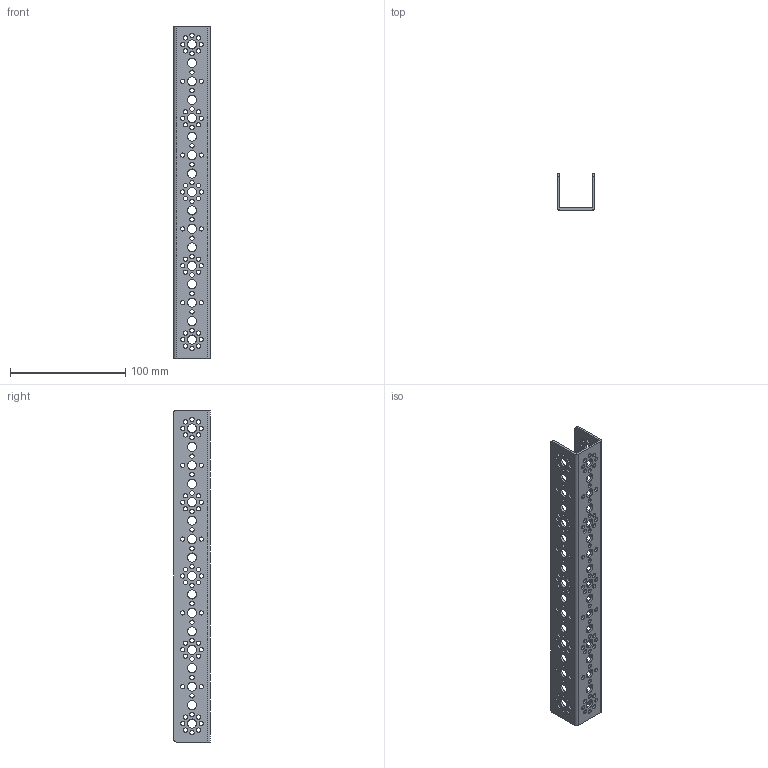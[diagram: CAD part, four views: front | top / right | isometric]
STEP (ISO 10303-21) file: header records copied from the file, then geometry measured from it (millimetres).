
FILE_DESCRIPTION(/* description */ (''),/* implementation_level */ '2;1');
FILE_NAME(/* name */ 'Tetrix_739068.ipt.stp',/* time_stamp */ '2014-12-18T17:46:14-08:00',/* author */ ('Autodesk Inc.'),/* organization */ ('Autodesk Inc.'),/* preprocessor_version */ 'ST-DEVELOPER v15.6',/* originating_system */ 'Autodesk Inventor 2015',/* authorisation */ '');
FILE_SCHEMA (('AUTOMOTIVE_DESIGN { 1 0 10303 214 3 1 1 }'));
Length unit declared in the file: millimetre
Products named in the file (1): Tetrix_739068
Bounding box: 32 x 32 x 288 mm (x, y, z)
Volume: 43468.9 mm3; surface area: 51598.6 mm2
Topology: 1 solids, 1 shells, 235 faces, 699 edges, 466 vertices
Faces by surface type: cylinder 225, plane 10
Full cylindrical faces by diameter (mm): 3.7 x168, 8 x51
Entity records: 8210 total; most frequent: DIRECTION 1402, CARTESIAN_POINT 1182, ORIENTED_EDGE 960, EDGE_LOOP 892, AXIS2_PLACEMENT_3D 686, FACE_BOUND 657, EDGE_CURVE 480, VERTEX_POINT 466
